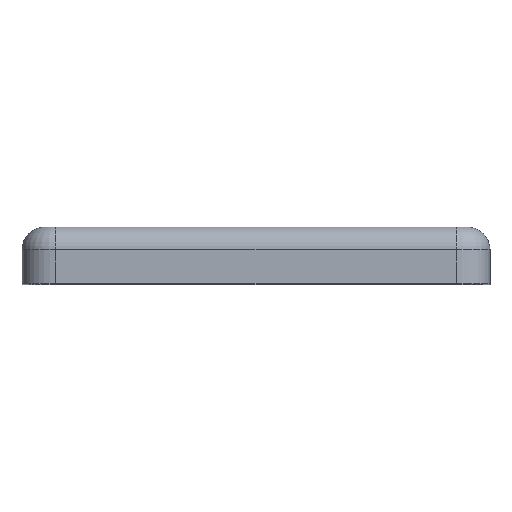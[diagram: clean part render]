
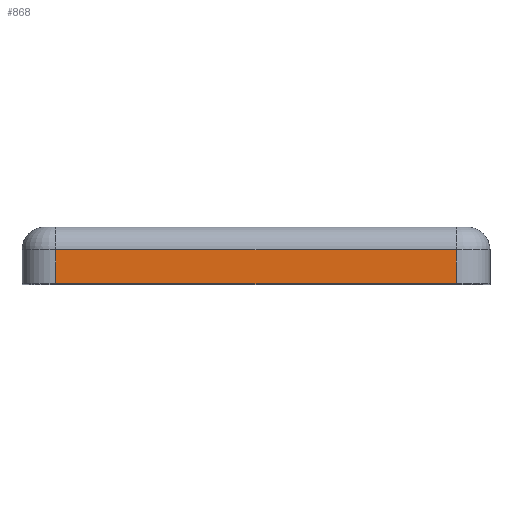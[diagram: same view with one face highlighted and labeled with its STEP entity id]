
A CAD part, top view. The second image highlights one B-rep face of the part: STEP entity #868.
In plain terms, the highlighted planar face has unit normal (0, 0, 1).
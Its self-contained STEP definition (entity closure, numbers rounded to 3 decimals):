
#25 = DIRECTION ( 'NONE',  ( 1., 0., 0. ) ) ;
#28 = LINE ( 'NONE', #1057, #1223 ) ;
#39 = VECTOR ( 'NONE', #1077, 1000. ) ;
#63 = PLANE ( 'NONE',  #1424 ) ;
#65 = CARTESIAN_POINT ( 'NONE',  ( -8.85, 0., 16.45 ) ) ;
#183 = CARTESIAN_POINT ( 'NONE',  ( -8.85, -2.5, 16.45 ) ) ;
#236 = EDGE_LOOP ( 'NONE', ( #2076, #767, #956, #2519 ) ) ;
#399 = DIRECTION ( 'NONE',  ( 0., -1., 0. ) ) ;
#450 = DIRECTION ( 'NONE',  ( 1., 0., 0. ) ) ;
#596 = VECTOR ( 'NONE', #399, 1000. ) ;
#669 = CARTESIAN_POINT ( 'NONE',  ( 8.85, 0., 16.45 ) ) ;
#705 = VERTEX_POINT ( 'NONE', #2429 ) ;
#767 = ORIENTED_EDGE ( 'NONE', *, *, #2642, .F. ) ;
#793 = VERTEX_POINT ( 'NONE', #1213 ) ;
#847 = EDGE_CURVE ( 'NONE', #705, #793, #1697, .T. ) ;
#868 = ADVANCED_FACE ( 'NONE', ( #1009 ), #63, .T. ) ;
#926 = LINE ( 'NONE', #65, #596 ) ;
#956 = ORIENTED_EDGE ( 'NONE', *, *, #847, .F. ) ;
#1009 = FACE_OUTER_BOUND ( 'NONE', #236, .T. ) ;
#1057 = CARTESIAN_POINT ( 'NONE',  ( -8.85, -2.5, 16.45 ) ) ;
#1077 = DIRECTION ( 'NONE',  ( 1., 0., 0. ) ) ;
#1127 = VERTEX_POINT ( 'NONE', #183 ) ;
#1213 = CARTESIAN_POINT ( 'NONE',  ( 8.85, -1., 16.45 ) ) ;
#1223 = VECTOR ( 'NONE', #25, 1000. ) ;
#1424 = AXIS2_PLACEMENT_3D ( 'NONE', #2571, #2140, #450 ) ;
#1561 = EDGE_CURVE ( 'NONE', #705, #1127, #926, .T. ) ;
#1697 = LINE ( 'NONE', #2118, #39 ) ;
#1912 = EDGE_CURVE ( 'NONE', #1127, #1956, #28, .T. ) ;
#1940 = DIRECTION ( 'NONE',  ( 0., -1., 0. ) ) ;
#1956 = VERTEX_POINT ( 'NONE', #2081 ) ;
#2076 = ORIENTED_EDGE ( 'NONE', *, *, #1912, .T. ) ;
#2081 = CARTESIAN_POINT ( 'NONE',  ( 8.85, -2.5, 16.45 ) ) ;
#2118 = CARTESIAN_POINT ( 'NONE',  ( -8.85, -1., 16.45 ) ) ;
#2140 = DIRECTION ( 'NONE',  ( 0., 0., 1. ) ) ;
#2325 = VECTOR ( 'NONE', #1940, 1000. ) ;
#2429 = CARTESIAN_POINT ( 'NONE',  ( -8.85, -1., 16.45 ) ) ;
#2519 = ORIENTED_EDGE ( 'NONE', *, *, #1561, .T. ) ;
#2571 = CARTESIAN_POINT ( 'NONE',  ( -8.85, 0., 16.45 ) ) ;
#2586 = LINE ( 'NONE', #669, #2325 ) ;
#2642 = EDGE_CURVE ( 'NONE', #793, #1956, #2586, .T. ) ;
